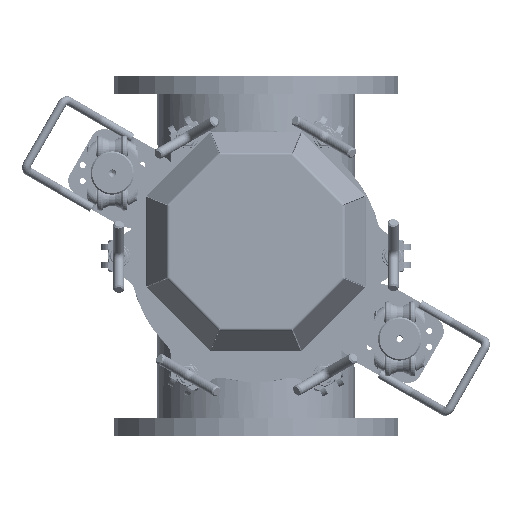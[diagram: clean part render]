
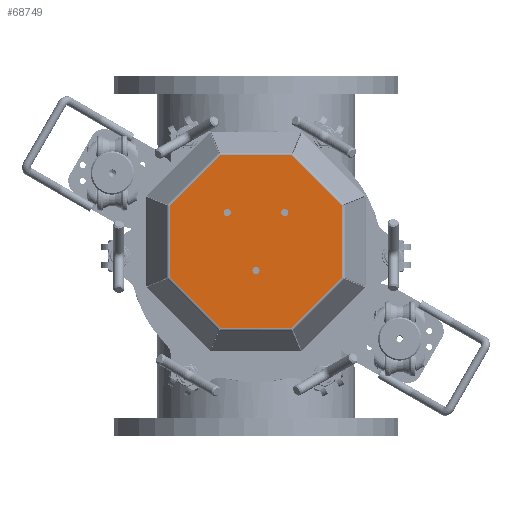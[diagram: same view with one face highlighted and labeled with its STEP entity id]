
A CAD part, front view. The second image highlights one B-rep face of the part: STEP entity #68749.
In plain terms, the highlighted planar face has unit normal (0, -1, 0).
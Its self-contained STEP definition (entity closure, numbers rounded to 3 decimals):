
#5247=LINE('',#135312,#8326);
#5255=LINE('',#135398,#8334);
#5263=LINE('',#135483,#8342);
#5270=LINE('',#135566,#8349);
#5277=LINE('',#135649,#8356);
#5285=LINE('',#135734,#8364);
#5300=LINE('',#135833,#8379);
#5307=LINE('',#135915,#8386);
#8326=VECTOR('',#97466,10.);
#8334=VECTOR('',#97482,10.);
#8342=VECTOR('',#97498,10.);
#8349=VECTOR('',#97513,10.);
#8356=VECTOR('',#97528,10.);
#8364=VECTOR('',#97544,10.);
#8379=VECTOR('',#97573,10.);
#8386=VECTOR('',#97588,10.);
#9437=FACE_BOUND('',#19822,.T.);
#9438=FACE_BOUND('',#19823,.T.);
#9439=FACE_BOUND('',#19824,.T.);
#10710=PLANE('',#77407);
#15313=FACE_OUTER_BOUND('',#19821,.T.);
#19821=EDGE_LOOP('',(#61161,#61162,#61163,#61164,#61165,#61166,#61167,#61168));
#19822=EDGE_LOOP('',(#61169,#61170));
#19823=EDGE_LOOP('',(#61171,#61172));
#19824=EDGE_LOOP('',(#61173,#61174));
#24942=CIRCLE('',#77234,5.);
#24943=CIRCLE('',#77235,5.);
#24945=CIRCLE('',#77238,5.);
#24946=CIRCLE('',#77239,5.);
#24948=CIRCLE('',#77242,5.);
#24949=CIRCLE('',#77243,5.);
#31636=VERTEX_POINT('',#133922);
#31637=VERTEX_POINT('',#133923);
#31639=VERTEX_POINT('',#133930);
#31640=VERTEX_POINT('',#133931);
#31642=VERTEX_POINT('',#133938);
#31643=VERTEX_POINT('',#133939);
#31815=VERTEX_POINT('',#135303);
#31816=VERTEX_POINT('',#135311);
#31821=VERTEX_POINT('',#135389);
#31822=VERTEX_POINT('',#135397);
#31827=VERTEX_POINT('',#135482);
#31831=VERTEX_POINT('',#135565);
#31835=VERTEX_POINT('',#135648);
#31849=VERTEX_POINT('',#135832);
#41247=EDGE_CURVE('',#31636,#31637,#24942,.T.);
#41248=EDGE_CURVE('',#31637,#31636,#24943,.T.);
#41251=EDGE_CURVE('',#31639,#31640,#24945,.T.);
#41252=EDGE_CURVE('',#31640,#31639,#24946,.T.);
#41255=EDGE_CURVE('',#31642,#31643,#24948,.T.);
#41256=EDGE_CURVE('',#31643,#31642,#24949,.T.);
#41540=EDGE_CURVE('',#31816,#31815,#5247,.T.);
#41552=EDGE_CURVE('',#31822,#31821,#5255,.T.);
#41564=EDGE_CURVE('',#31827,#31816,#5263,.T.);
#41575=EDGE_CURVE('',#31831,#31827,#5270,.T.);
#41586=EDGE_CURVE('',#31835,#31831,#5277,.T.);
#41598=EDGE_CURVE('',#31821,#31835,#5285,.T.);
#41617=EDGE_CURVE('',#31849,#31822,#5300,.T.);
#41628=EDGE_CURVE('',#31815,#31849,#5307,.T.);
#61161=ORIENTED_EDGE('',*,*,#41540,.T.);
#61162=ORIENTED_EDGE('',*,*,#41628,.T.);
#61163=ORIENTED_EDGE('',*,*,#41617,.T.);
#61164=ORIENTED_EDGE('',*,*,#41552,.T.);
#61165=ORIENTED_EDGE('',*,*,#41598,.T.);
#61166=ORIENTED_EDGE('',*,*,#41586,.T.);
#61167=ORIENTED_EDGE('',*,*,#41575,.T.);
#61168=ORIENTED_EDGE('',*,*,#41564,.T.);
#61169=ORIENTED_EDGE('',*,*,#41247,.T.);
#61170=ORIENTED_EDGE('',*,*,#41248,.T.);
#61171=ORIENTED_EDGE('',*,*,#41251,.T.);
#61172=ORIENTED_EDGE('',*,*,#41252,.T.);
#61173=ORIENTED_EDGE('',*,*,#41255,.T.);
#61174=ORIENTED_EDGE('',*,*,#41256,.T.);
#68749=ADVANCED_FACE('',(#15313,#9437,#9438,#9439),#10710,.T.);
#77234=AXIS2_PLACEMENT_3D('',#133924,#96965,#96966);
#77235=AXIS2_PLACEMENT_3D('',#133925,#96967,#96968);
#77238=AXIS2_PLACEMENT_3D('',#133932,#96974,#96975);
#77239=AXIS2_PLACEMENT_3D('',#133933,#96976,#96977);
#77242=AXIS2_PLACEMENT_3D('',#133940,#96983,#96984);
#77243=AXIS2_PLACEMENT_3D('',#133941,#96985,#96986);
#77407=AXIS2_PLACEMENT_3D('',#135987,#97600,#97601);
#96965=DIRECTION('center_axis',(0.,1.,0.));
#96966=DIRECTION('ref_axis',(-1.,0.,0.));
#96967=DIRECTION('center_axis',(0.,1.,0.));
#96968=DIRECTION('ref_axis',(-1.,0.,0.));
#96974=DIRECTION('center_axis',(0.,1.,0.));
#96975=DIRECTION('ref_axis',(-1.,0.,0.));
#96976=DIRECTION('center_axis',(0.,1.,0.));
#96977=DIRECTION('ref_axis',(-1.,0.,0.));
#96983=DIRECTION('center_axis',(0.,1.,0.));
#96984=DIRECTION('ref_axis',(-1.,0.,0.));
#96985=DIRECTION('center_axis',(0.,1.,0.));
#96986=DIRECTION('ref_axis',(-1.,0.,0.));
#97466=DIRECTION('',(-1.,0.,0.));
#97482=DIRECTION('',(0.707,0.,-0.707));
#97498=DIRECTION('',(-0.707,0.,0.707));
#97513=DIRECTION('',(0.,0.,1.));
#97528=DIRECTION('',(0.707,0.,0.707));
#97544=DIRECTION('',(1.,0.,0.));
#97573=DIRECTION('',(0.,0.,-1.));
#97588=DIRECTION('',(-0.707,0.,-0.707));
#97600=DIRECTION('center_axis',(0.,-1.,0.));
#97601=DIRECTION('ref_axis',(-1.,0.,0.));
#133922=CARTESIAN_POINT('',(35.,-844.406,60.));
#133923=CARTESIAN_POINT('',(45.,-844.406,60.));
#133924=CARTESIAN_POINT('Origin',(40.,-844.406,60.));
#133925=CARTESIAN_POINT('Origin',(40.,-844.406,60.));
#133930=CARTESIAN_POINT('',(-5.,-844.406,-20.));
#133931=CARTESIAN_POINT('',(5.,-844.406,-20.));
#133932=CARTESIAN_POINT('Origin',(0.,-844.406,
-20.));
#133933=CARTESIAN_POINT('Origin',(0.,-844.406,
-20.));
#133938=CARTESIAN_POINT('',(-45.,-844.406,60.));
#133939=CARTESIAN_POINT('',(-35.,-844.406,60.));
#133940=CARTESIAN_POINT('Origin',(-40.,-844.406,60.));
#133941=CARTESIAN_POINT('Origin',(-40.,-844.406,60.));
#135303=CARTESIAN_POINT('',(-49.642,-844.406,139.845));
#135311=CARTESIAN_POINT('',(49.642,-844.406,139.845));
#135312=CARTESIAN_POINT('',(24.821,-844.406,139.845));
#135389=CARTESIAN_POINT('',(-49.642,-844.406,-99.845));
#135397=CARTESIAN_POINT('',(-119.845,-844.406,-29.642));
#135398=CARTESIAN_POINT('',(-102.294,-844.406,-47.192));
#135482=CARTESIAN_POINT('',(119.845,-844.406,69.642));
#135483=CARTESIAN_POINT('',(102.294,-844.406,87.192));
#135565=CARTESIAN_POINT('',(119.845,-844.406,-29.642));
#135566=CARTESIAN_POINT('',(119.845,-844.406,-4.821));
#135648=CARTESIAN_POINT('',(49.642,-844.406,-99.845));
#135649=CARTESIAN_POINT('',(67.192,-844.406,-82.294));
#135734=CARTESIAN_POINT('',(-24.821,-844.406,-99.845));
#135832=CARTESIAN_POINT('',(-119.845,-844.406,69.642));
#135833=CARTESIAN_POINT('',(-119.845,-844.406,44.821));
#135915=CARTESIAN_POINT('',(-67.192,-844.406,122.294));
#135987=CARTESIAN_POINT('Origin',(0.,-844.406,
20.));
